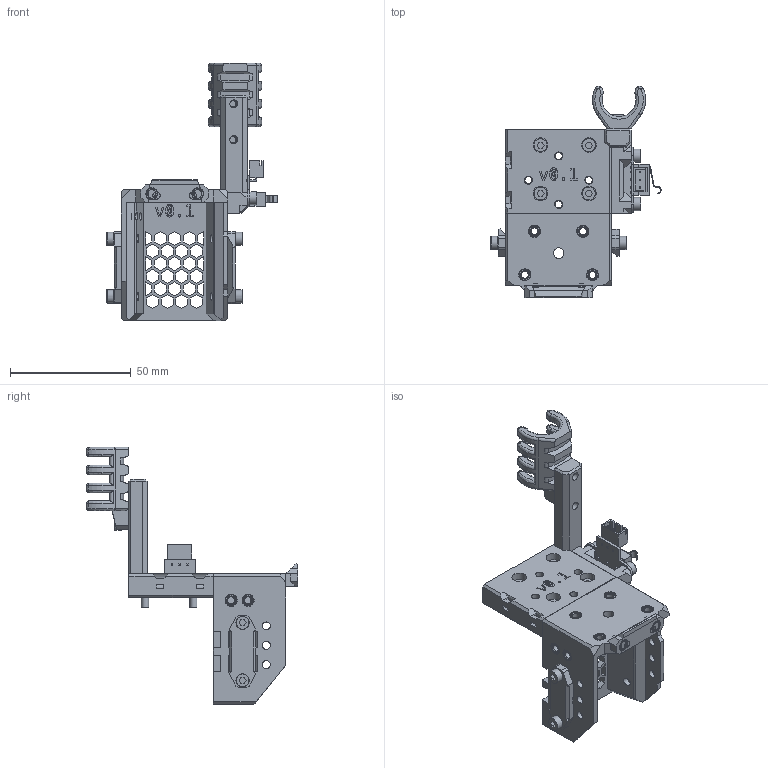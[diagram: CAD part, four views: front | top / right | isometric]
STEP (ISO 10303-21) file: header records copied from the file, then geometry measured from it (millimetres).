
FILE_DESCRIPTION(/* description */ (''),/* implementation_level */ '2;1');
FILE_NAME(/* name */ 'Core.step',/* time_stamp */ '2023-04-20T04:05:19-05:00',/* author */ (''),/* organization */ (''),/* preprocessor_version */ 'ST-DEVELOPER v19.2',/* originating_system */ 'Autodesk Translation Framework v12.4.0.73',/* authorisation */ '');
FILE_SCHEMA (('AUTOMOTIVE_DESIGN { 1 0 10303 214 3 1 1 }'));
Products named in the file (13): Core.Insert.CoreXY V2; Top Endstop FI <1>; Endstop Module - Horizontal Limit Switch v1; top_endstop_mgn12h; top_endstop_mgn12h_pcb; Front Universal FI <1>; stock_front; belt_grabber; pis_front; PN596; Cable Guide FI <1>; cable_guide; PN501
Assembly tree (45 placements, depth 3):
  Core.Insert.CoreXY V2
    Top Endstop FI <1>
      PN501  x6
      Endstop Module - Horizontal Limit Switch v1
      top_endstop_mgn12h
      top_endstop_mgn12h_pcb
      PN596  x6
    Front Universal FI <1>
      stock_front
      PN596  x16
      belt_grabber  x2
      PN501  x4
      pis_front
    Cable Guide FI <1>
      cable_guide
      PN501  x2
Bounding box: 70.35 x 87.43 x 106.5 mm (x, y, z)
Volume: 83249.6 mm3; surface area: 57130.2 mm2
Topology: 42 solids, 42 shells, 4481 faces, 12342 edges, 8161 vertices
Faces by surface type: bspline 1956, plane 1481, cylinder 891, cone 82, torus 71
Full cylindrical faces by diameter (mm): 2.9 x22, 3 x18, 3.2 x2, 3.3 x70, 4.2 x22, 4.25 x22, 4.35 x2, 4.6 x22, 4.7 x40, 5.5 x12, 5.6 x1, 6 x8, 6.4 x4
Entity records: 61378 total; most frequent: CARTESIAN_POINT 16607, ORIENTED_EDGE 9716, DIRECTION 7969, EDGE_CURVE 4858, LINE 3499, VECTOR 3499, VERTEX_POINT 3195, AXIS2_PLACEMENT_3D 2235
